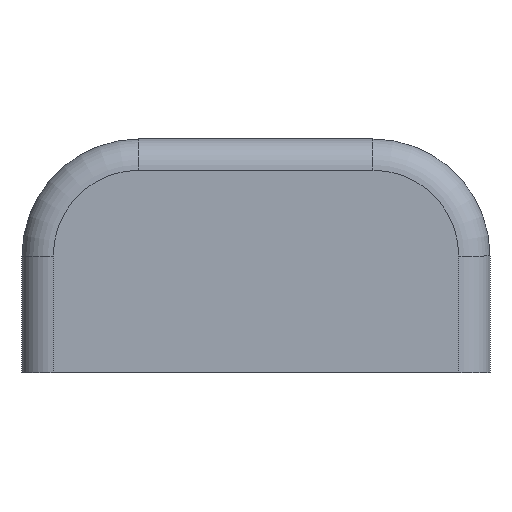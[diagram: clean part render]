
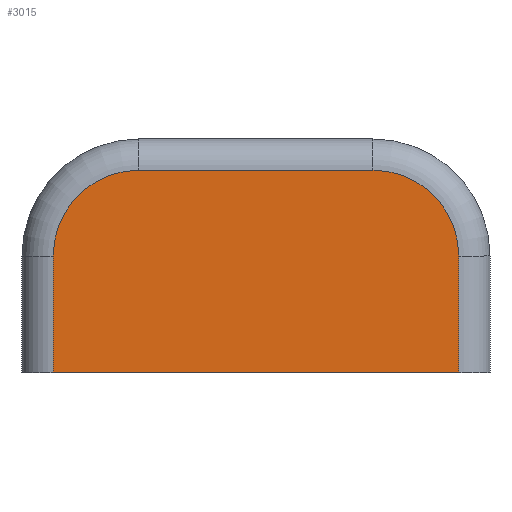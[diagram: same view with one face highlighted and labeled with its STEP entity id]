
A CAD part, left-side view. The second image highlights one B-rep face of the part: STEP entity #3015.
In plain terms, the highlighted planar face has unit normal (-1, 0, 0).
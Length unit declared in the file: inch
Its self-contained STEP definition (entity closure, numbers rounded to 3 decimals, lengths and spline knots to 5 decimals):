
#29=LINE('',#4414,#371);
#31=LINE('',#4426,#373);
#34=LINE('',#4441,#376);
#35=LINE('',#4443,#377);
#371=VECTOR('',#3523,0.3937);
#373=VECTOR('',#3537,0.3937);
#376=VECTOR('',#3554,0.3937);
#377=VECTOR('',#3557,0.3937);
#781=FACE_OUTER_BOUND('',#941,.T.);
#941=EDGE_LOOP('',(#2037,#2038,#2039,#2040,#2041,#2042));
#1107=CIRCLE('',#3204,0.55);
#1111=CIRCLE('',#3210,0.55);
#1228=VERTEX_POINT('',#4411);
#1229=VERTEX_POINT('',#4413);
#1231=VERTEX_POINT('',#4419);
#1233=VERTEX_POINT('',#4425);
#1235=VERTEX_POINT('',#4431);
#1237=VERTEX_POINT('',#4437);
#1544=EDGE_CURVE('',#1228,#1229,#29,.T.);
#1547=EDGE_CURVE('',#1229,#1231,#1107,.T.);
#1550=EDGE_CURVE('',#1231,#1233,#31,.T.);
#1553=EDGE_CURVE('',#1233,#1235,#1111,.T.);
#1558=EDGE_CURVE('',#1235,#1237,#34,.T.);
#1559=EDGE_CURVE('',#1228,#1237,#35,.T.);
#2037=ORIENTED_EDGE('',*,*,#1558,.F.);
#2038=ORIENTED_EDGE('',*,*,#1553,.F.);
#2039=ORIENTED_EDGE('',*,*,#1550,.F.);
#2040=ORIENTED_EDGE('',*,*,#1547,.F.);
#2041=ORIENTED_EDGE('',*,*,#1544,.F.);
#2042=ORIENTED_EDGE('',*,*,#1559,.T.);
#2903=PLANE('',#3215);
#3015=ADVANCED_FACE('',(#781),#2903,.T.);
#3204=AXIS2_PLACEMENT_3D('',#4420,#3529,#3530);
#3210=AXIS2_PLACEMENT_3D('',#4432,#3543,#3544);
#3215=AXIS2_PLACEMENT_3D('',#4442,#3555,#3556);
#3523=DIRECTION('',(0.,0.,1.));
#3529=DIRECTION('center_axis',(1.,0.,0.));
#3530=DIRECTION('ref_axis',(0.,0.707,0.707));
#3537=DIRECTION('',(0.,-1.,0.));
#3543=DIRECTION('center_axis',(1.,0.,0.));
#3544=DIRECTION('ref_axis',(0.,-0.707,0.707));
#3554=DIRECTION('',(0.,0.,-1.));
#3555=DIRECTION('center_axis',(-1.,0.,0.));
#3556=DIRECTION('ref_axis',(0.,-1.,0.));
#3557=DIRECTION('',(0.,-1.,0.));
#4411=CARTESIAN_POINT('',(0.,2.8,0.));
#4413=CARTESIAN_POINT('',(0.,2.8,0.75));
#4414=CARTESIAN_POINT('',(0.,2.8,0.));
#4419=CARTESIAN_POINT('',(0.,2.25,1.3));
#4420=CARTESIAN_POINT('Origin',(0.,2.25,0.75));
#4425=CARTESIAN_POINT('',(0.,0.75,1.3));
#4426=CARTESIAN_POINT('',(0.,2.25,1.3));
#4431=CARTESIAN_POINT('',(0.,0.2,0.75));
#4432=CARTESIAN_POINT('Origin',(0.,0.75,0.75));
#4437=CARTESIAN_POINT('',(0.,0.2,0.));
#4441=CARTESIAN_POINT('',(0.,0.2,0.));
#4442=CARTESIAN_POINT('Origin',(0.,3.,0.));
#4443=CARTESIAN_POINT('',(0.,3.,0.));
